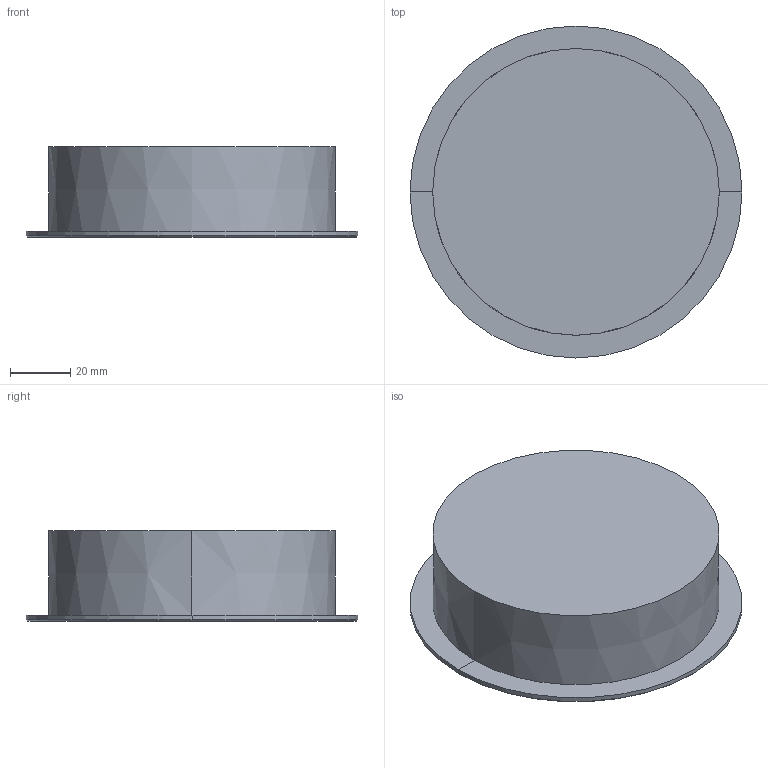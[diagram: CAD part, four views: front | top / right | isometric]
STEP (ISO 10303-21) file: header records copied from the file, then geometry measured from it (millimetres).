
FILE_DESCRIPTION (( 'STEP AP214' ), '1' );
FILE_NAME ('ACQUA C 06 WH 4000K EM (with driver).STEP', '2018-06-16T12:05:52', ( 'Äìèòðèé' ), ( '' ), 'SwSTEP 2.0', 'SolidWorks 2013', '' );
FILE_SCHEMA (( 'AUTOMOTIVE_DESIGN' ));
Length unit declared in the file: millimetre
Products named in the file (1): ACQUA C 06 WH 4000K EM (with driver)
Bounding box: 110 x 110 x 30 mm (x, y, z)
Surface area: 27952.8 mm2 (no closed solid volume)
Topology: 0 solids, 3 shells, 12 faces, 26 edges, 16 vertices
Faces by surface type: cone 8, cylinder 2, plane 2
Entity records: 483 total; most frequent: DIRECTION 68, CARTESIAN_POINT 55, ORIENTED_EDGE 44, AXIS2_PLACEMENT_3D 29, EDGE_CURVE 26, CIRCLE 16, VERTEX_POINT 16, UNCERTAINTY_MEASURE_WITH_UNIT 14
